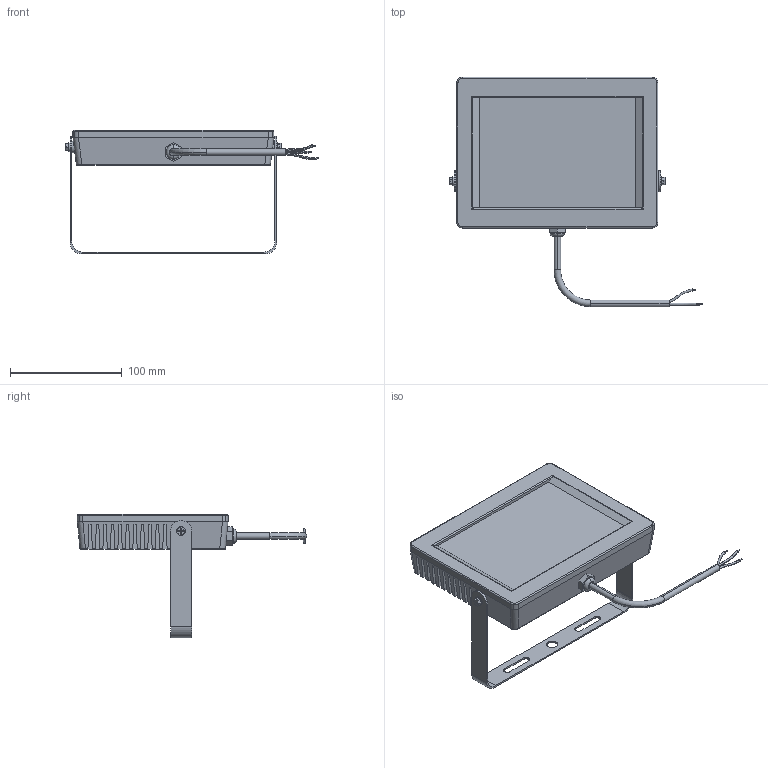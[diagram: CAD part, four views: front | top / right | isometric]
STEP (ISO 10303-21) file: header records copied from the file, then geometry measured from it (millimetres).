
FILE_DESCRIPTION (( 'STEP AP214' ), '1' );
FILE_NAME ('LPDO701-50-K03 Ïðîæåêòîð ÑÄÎ07-50 ñâåòîäèîäíûé ñåðûé ÷èï IP65 ÈÝÊ.STEP', '2017-09-14T06:32:22', ( '' ), ( '' ), 'SwSTEP 2.0', 'SolidWorks 2014', '' );
FILE_SCHEMA (( 'AUTOMOTIVE_DESIGN' ));
Length unit declared in the file: millimetre
Products named in the file (1): LPDO701-50-K03 Ïðîæåêòîð ÑÄÎ07-50 ñâåòîäèîäíûé ñåðûé ÷èï IP65 ÈÝÊ
Bounding box: 226.38 x 205.5 x 110.5 mm (x, y, z)
Volume: 624590.7 mm3; surface area: 122571 mm2
Topology: 2 solids, 2 shells, 583 faces, 1487 edges, 970 vertices
Faces by surface type: plane 430, cylinder 95, bspline 44, sphere 10, torus 4
Entity records: 18464 total; most frequent: CARTESIAN_POINT 4734, ORIENTED_EDGE 2952, DIRECTION 2583, EDGE_CURVE 1476, LINE 1181, VECTOR 1181, VERTEX_POINT 964, AXIS2_PLACEMENT_3D 701
